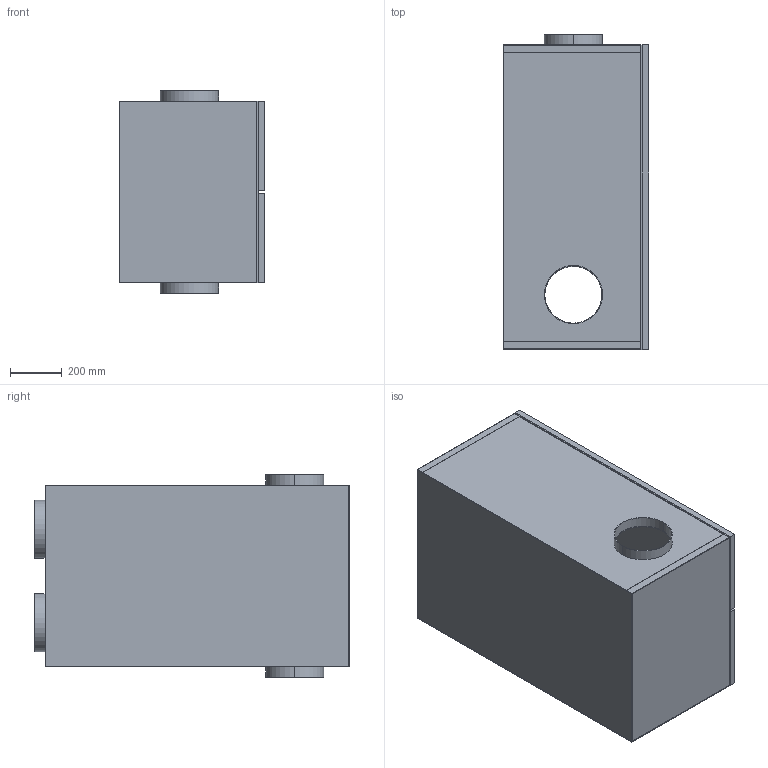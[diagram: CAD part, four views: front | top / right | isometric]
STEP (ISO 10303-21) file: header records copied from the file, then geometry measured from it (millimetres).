
FILE_DESCRIPTION (( 'STEP AP214' ), '1' );
FILE_NAME ('WS-600.STEP', '2009-06-28T22:38:55', ( 'Wolfgang Schmidt' ), ( 'WS-KO' ), 'SwSTEP 2.0', 'SolidWorks 2008', '' );
FILE_SCHEMA (( 'AUTOMOTIVE_DESIGN' ));
Length unit declared in the file: millimetre
Products named in the file (1): WS-600
Bounding box: 560 x 1211 x 780 mm (x, y, z)
Volume: 28388439.1 mm3; surface area: 8952480.3 mm2
Topology: 4 solids, 4 shells, 89 faces, 216 edges, 132 vertices
Faces by surface type: plane 61, cylinder 28
Entity records: 2640 total; most frequent: DIRECTION 452, CARTESIAN_POINT 438, ORIENTED_EDGE 432, EDGE_CURVE 216, VECTOR 160, LINE 160, AXIS2_PLACEMENT_3D 146, VERTEX_POINT 132
